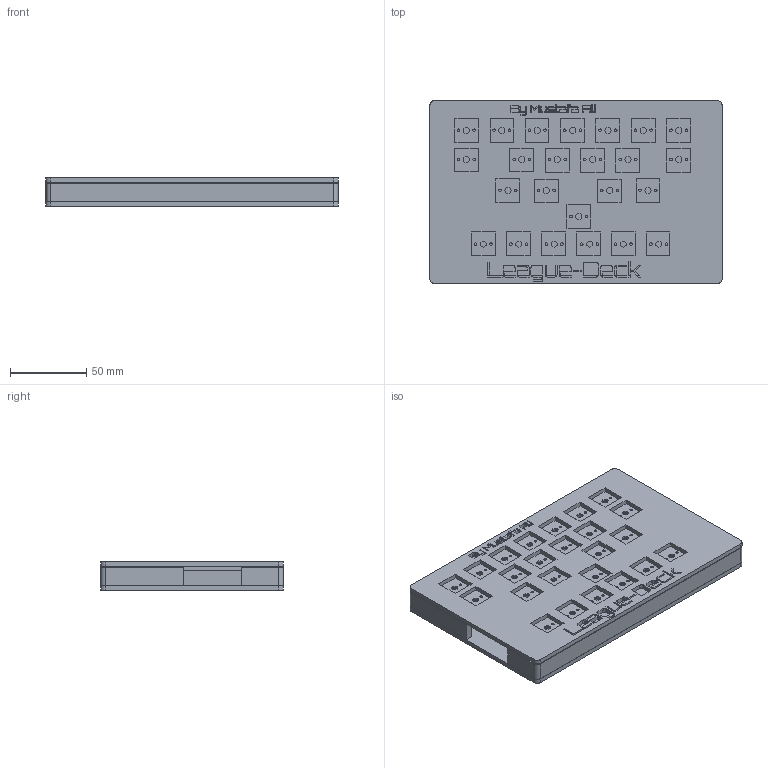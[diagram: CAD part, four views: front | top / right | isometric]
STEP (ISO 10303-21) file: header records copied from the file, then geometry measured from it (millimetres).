
FILE_DESCRIPTION(/* description */ ('STEP AP242','CAx-IF Rec.Pracs.---Representation and Presentation of Product Manufacturing Information (PMI)---4.0---2014-10-13','CAx-IF Rec.Pracs.---3D Tessellated Geometry---0.4---2014-09-14','2;1'),/* implementation_level */ '2;1');
FILE_NAME(/* name */ '6895e612a0ed61777406944f',/* time_stamp */ '2025-08-08T11:57:10Z',/* author */ (''),/* organization */ (''),/* preprocessor_version */ 'ST-DEVELOPER v20',/* originating_system */ 'ONSHAPE BY PTC INC, 1.202',/* authorisation */ ' ');
FILE_SCHEMA (('AP242_MANAGED_MODEL_BASED_3D_ENGINEERING_MIM_LF { 1 0 10303 442 1 1 4 }'));
Length unit declared in the file: metre
Products named in the file (5): Assembly 1; Part 1; Part 3; Part 2; Open CASCADE STEP translator 7.6 1
Assembly tree (4 placements, depth 2):
  Assembly 1
    Part 1
    Part 3
    Part 2
    Open CASCADE STEP translator 7.6 1
Bounding box: 192.17 x 120.16 x 18.6 mm (x, y, z)
Volume: 190928.5 mm3; surface area: 141314.2 mm2
Topology: 4 solids, 4 shells, 1720 faces, 4752 edges, 3040 vertices
Faces by surface type: plane 1528, cylinder 192
Entity records: 54109 total; most frequent: CARTESIAN_POINT 9517, ORIENTED_EDGE 9504, DIRECTION 8586, EDGE_CURVE 4752, LINE 4368, VECTOR 4368, VERTEX_POINT 3040, AXIS2_PLACEMENT_3D 2109
